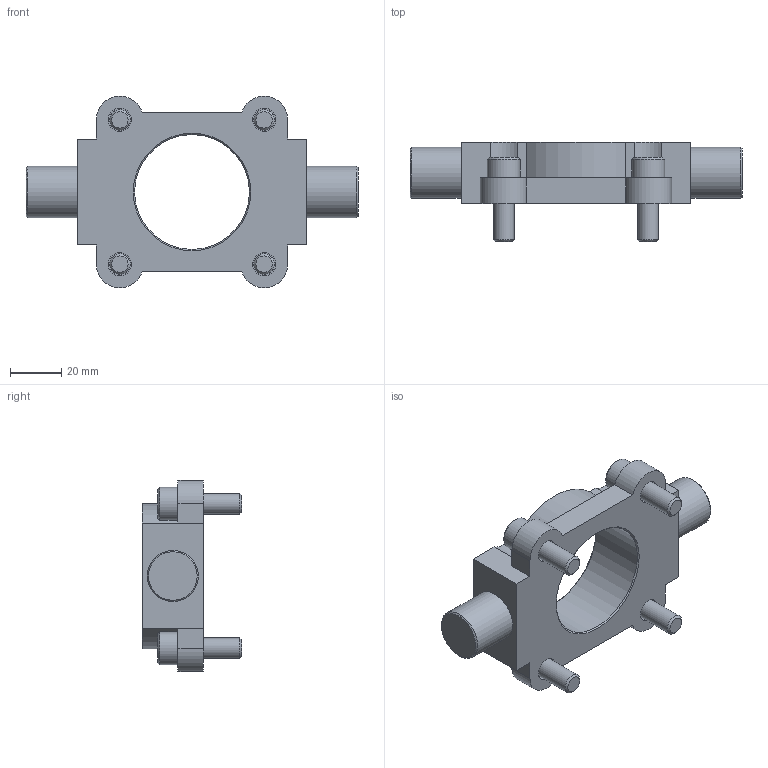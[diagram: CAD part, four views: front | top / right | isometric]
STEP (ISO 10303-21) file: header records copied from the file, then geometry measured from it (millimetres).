
FILE_DESCRIPTION(/* description */ ('STEP AP214'),/* implementation_level */ '2;1');
FILE_NAME(/* name */ '161855_CRZNG-63',/* time_stamp */ '2024-08-09T16:36:57+02:00',/* author */ ('License CC BY-ND 4.0'),/* organization */ ('CADENAS'),/* preprocessor_version */ 'ST-DEVELOPER v19.3',/* originating_system */ 'PARTsolutions',/* authorisation */ ' ');
FILE_SCHEMA (('AUTOMOTIVE_DESIGN {1 0 10303 214 3 1 1}'));
Length unit declared in the file: millimetre
Products named in the file (3): 161855 CRZNG-63; 161855 CRZNG-63---(S); DIN-912 - M8x25(F)
Assembly tree (5 placements, depth 2):
  161855 CRZNG-63
    161855 CRZNG-63---(S)
    DIN-912 - M8x25(F)  x4
Bounding box: 130 x 39 x 74.94 mm (x, y, z)
Volume: 94135.1 mm3; surface area: 26629.9 mm2
Topology: 5 solids, 5 shells, 155 faces, 326 edges, 187 vertices
Faces by surface type: plane 82, cone 48, cylinder 25
Full cylindrical faces by diameter (mm): 8 x4, 9.1 x4, 13 x4, 20 x2, 45 x1
Entity records: 2042 total; most frequent: DIRECTION 352, CARTESIAN_POINT 352, ORIENTED_EDGE 292, EDGE_CURVE 146, AXIS2_PLACEMENT_3D 135, FACE_BOUND 103, EDGE_LOOP 102, VERTEX_POINT 101
